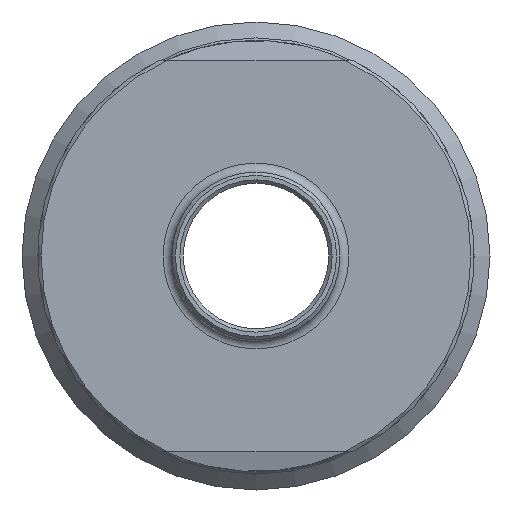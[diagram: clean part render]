
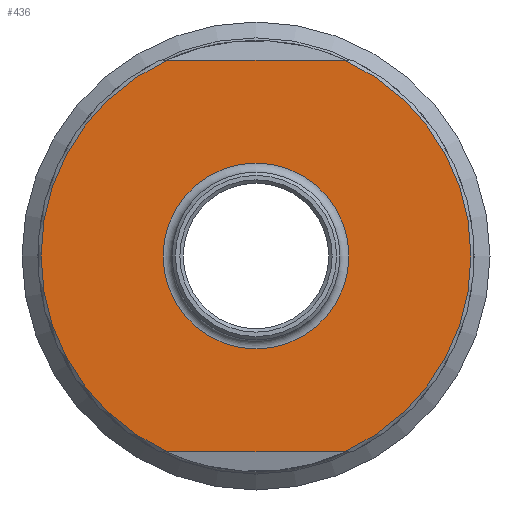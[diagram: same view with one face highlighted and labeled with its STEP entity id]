
A CAD part, left-side view. The second image highlights one B-rep face of the part: STEP entity #436.
In plain terms, the highlighted planar face has unit normal (-1, 0, 0).
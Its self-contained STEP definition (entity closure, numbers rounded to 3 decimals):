
#34=FACE_BOUND('',#102,.T.);
#37=CIRCLE('',#485,19.2);
#38=CIRCLE('',#486,19.2);
#39=CIRCLE('',#487,8.3);
#75=FACE_OUTER_BOUND('',#101,.T.);
#101=EDGE_LOOP('',(#319,#320,#321,#322));
#102=EDGE_LOOP('',(#323));
#135=LINE('',#732,#156);
#141=LINE('',#785,#162);
#156=VECTOR('',#547,10.);
#162=VECTOR('',#559,10.);
#181=VERTEX_POINT('',#684);
#191=VERTEX_POINT('',#728);
#193=VERTEX_POINT('',#737);
#203=VERTEX_POINT('',#781);
#204=VERTEX_POINT('',#791);
#235=EDGE_CURVE('',#181,#191,#135,.T.);
#248=EDGE_CURVE('',#193,#203,#141,.T.);
#250=EDGE_CURVE('',#193,#191,#37,.T.);
#251=EDGE_CURVE('',#181,#203,#38,.T.);
#252=EDGE_CURVE('',#204,#204,#39,.T.);
#319=ORIENTED_EDGE('',*,*,#235,.T.);
#320=ORIENTED_EDGE('',*,*,#250,.F.);
#321=ORIENTED_EDGE('',*,*,#248,.T.);
#322=ORIENTED_EDGE('',*,*,#251,.F.);
#323=ORIENTED_EDGE('',*,*,#252,.F.);
#429=PLANE('',#484);
#436=ADVANCED_FACE('',(#75,#34),#429,.T.);
#484=AXIS2_PLACEMENT_3D('',#788,#564,#565);
#485=AXIS2_PLACEMENT_3D('',#789,#566,#567);
#486=AXIS2_PLACEMENT_3D('',#790,#568,#569);
#487=AXIS2_PLACEMENT_3D('',#792,#570,#571);
#547=DIRECTION('',(0.,1.,0.));
#559=DIRECTION('',(0.,-1.,0.));
#564=DIRECTION('center_axis',(-1.,0.,0.));
#565=DIRECTION('ref_axis',(0.,0.,1.));
#566=DIRECTION('center_axis',(1.,0.,0.));
#567=DIRECTION('ref_axis',(0.,-1.,0.));
#568=DIRECTION('center_axis',(1.,0.,0.));
#569=DIRECTION('ref_axis',(0.,-1.,0.));
#570=DIRECTION('center_axis',(-1.,0.,0.));
#571=DIRECTION('ref_axis',(0.,-1.,0.));
#684=CARTESIAN_POINT('',(-19.,-7.899,17.5));
#728=CARTESIAN_POINT('',(-19.,7.899,17.5));
#732=CARTESIAN_POINT('',(-19.,-8.137,17.5));
#737=CARTESIAN_POINT('',(-19.,7.899,-17.5));
#781=CARTESIAN_POINT('',(-19.,-7.899,-17.5));
#785=CARTESIAN_POINT('',(-19.,27.969,-17.5));
#788=CARTESIAN_POINT('Origin',(-19.,19.5,0.));
#789=CARTESIAN_POINT('Origin',(-19.,0.,0.));
#790=CARTESIAN_POINT('Origin',(-19.,0.,0.));
#791=CARTESIAN_POINT('',(-19.,0.,8.3));
#792=CARTESIAN_POINT('Origin',(-19.,0.,0.));
